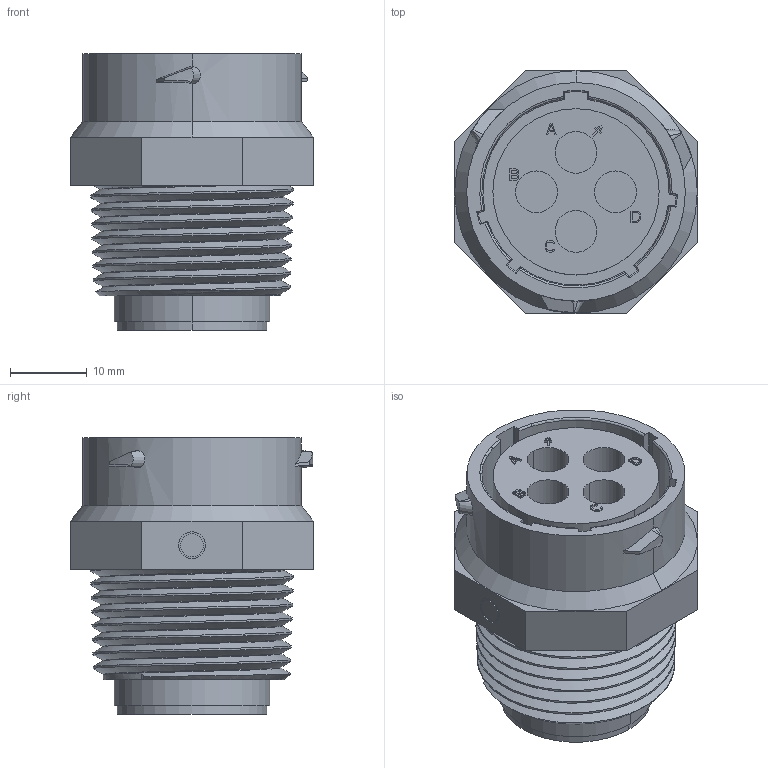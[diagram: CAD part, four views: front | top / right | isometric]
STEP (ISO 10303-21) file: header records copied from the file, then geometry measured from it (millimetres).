
FILE_DESCRIPTION((''),'2;1');
FILE_NAME('SALES_UTS7183G1SNPT','2011-05-04T',('NPetrillo'),('Souriau'),'PRO/ENGINEER BY PARAMETRIC TECHNOLOGY CORPORATION, 2010140','PRO/ENGINEER BY PARAMETRIC TECHNOLOGY CORPORATION, 2010140','');
FILE_SCHEMA(('CONFIG_CONTROL_DESIGN'));
Length unit declared in the file: millimetre
Products named in the file (1): SALES_UTS7183G1SNPT
Bounding box: 31.75 x 31.75 x 36.06 mm (x, y, z)
Volume: 18822.9 mm3; surface area: 7349.9 mm2
Topology: 1 solids, 1 shells, 454 faces, 1212 edges, 804 vertices
Faces by surface type: plane 331, cylinder 57, cone 26, bspline 16, torus 15, extrusion 9
Entity records: 18996 total; most frequent: CARTESIAN_POINT 7850, ORIENTED_EDGE 2424, DIRECTION 2039, EDGE_CURVE 1212, VECTOR 953, LINE 944, VERTEX_POINT 804, AXIS2_PLACEMENT_3D 543
